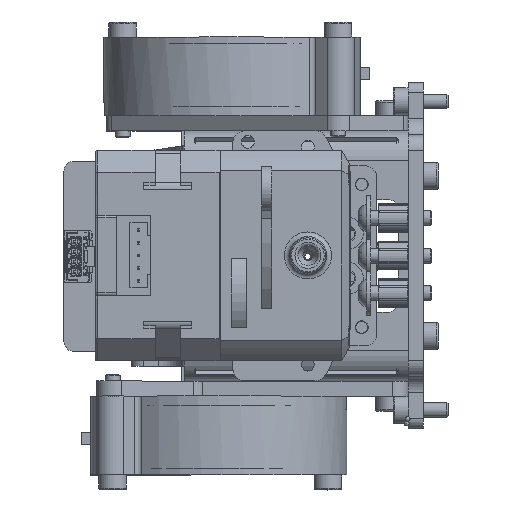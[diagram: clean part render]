
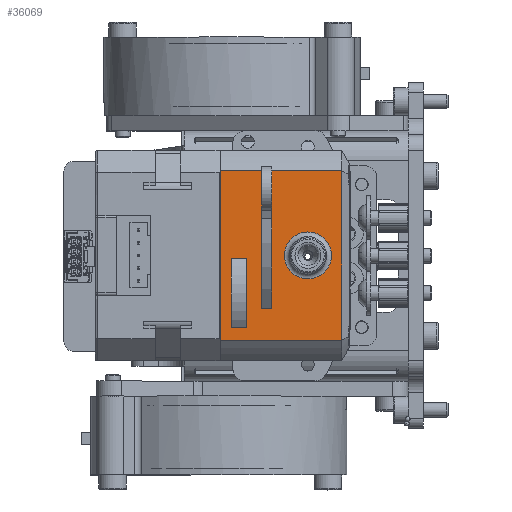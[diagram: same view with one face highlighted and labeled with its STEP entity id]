
A CAD part, top view. The second image highlights one B-rep face of the part: STEP entity #36069.
In plain terms, the highlighted face is planar.
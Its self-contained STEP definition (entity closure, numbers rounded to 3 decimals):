
#2114=FACE_BOUND('',#6324,.T.);
#2115=FACE_BOUND('',#6325,.T.);
#2116=FACE_BOUND('',#6326,.T.);
#2540=PLANE('',#39362);
#4192=FACE_OUTER_BOUND('',#6323,.T.);
#6323=EDGE_LOOP('',(#28853,#28854,#28855,#28856));
#6324=EDGE_LOOP('',(#28857,#28858,#28859,#28860));
#6325=EDGE_LOOP('',(#28861,#28862,#28863,#28864));
#6326=EDGE_LOOP('',(#28865));
#8728=LINE('',#57036,#12107);
#8729=LINE('',#57038,#12108);
#8730=LINE('',#57040,#12109);
#8731=LINE('',#57041,#12110);
#8732=LINE('',#57044,#12111);
#8733=LINE('',#57046,#12112);
#8734=LINE('',#57048,#12113);
#8735=LINE('',#57049,#12114);
#8736=LINE('',#57052,#12115);
#8737=LINE('',#57054,#12116);
#8738=LINE('',#57056,#12117);
#8739=LINE('',#57057,#12118);
#12107=VECTOR('',#45656,1000.);
#12108=VECTOR('',#45657,1000.);
#12109=VECTOR('',#45658,1000.);
#12110=VECTOR('',#45659,1000.);
#12111=VECTOR('',#45660,1000.);
#12112=VECTOR('',#45661,1000.);
#12113=VECTOR('',#45662,1000.);
#12114=VECTOR('',#45663,1000.);
#12115=VECTOR('',#45664,1000.);
#12116=VECTOR('',#45665,1000.);
#12117=VECTOR('',#45666,1000.);
#12118=VECTOR('',#45667,1000.);
#15356=CIRCLE('',#39302,4.7);
#17115=VERTEX_POINT('',#56366);
#17316=VERTEX_POINT('',#57034);
#17317=VERTEX_POINT('',#57035);
#17318=VERTEX_POINT('',#57037);
#17319=VERTEX_POINT('',#57039);
#17320=VERTEX_POINT('',#57042);
#17321=VERTEX_POINT('',#57043);
#17322=VERTEX_POINT('',#57045);
#17323=VERTEX_POINT('',#57047);
#17324=VERTEX_POINT('',#57050);
#17325=VERTEX_POINT('',#57051);
#17326=VERTEX_POINT('',#57053);
#17327=VERTEX_POINT('',#57055);
#21284=EDGE_CURVE('',#17115,#17115,#15356,.T.);
#21511=EDGE_CURVE('',#17316,#17317,#8728,.T.);
#21512=EDGE_CURVE('',#17316,#17318,#8729,.T.);
#21513=EDGE_CURVE('',#17318,#17319,#8730,.T.);
#21514=EDGE_CURVE('',#17319,#17317,#8731,.T.);
#21515=EDGE_CURVE('',#17320,#17321,#8732,.T.);
#21516=EDGE_CURVE('',#17321,#17322,#8733,.T.);
#21517=EDGE_CURVE('',#17323,#17322,#8734,.T.);
#21518=EDGE_CURVE('',#17320,#17323,#8735,.T.);
#21519=EDGE_CURVE('',#17324,#17325,#8736,.T.);
#21520=EDGE_CURVE('',#17324,#17326,#8737,.T.);
#21521=EDGE_CURVE('',#17326,#17327,#8738,.T.);
#21522=EDGE_CURVE('',#17327,#17325,#8739,.T.);
#28853=ORIENTED_EDGE('',*,*,#21511,.F.);
#28854=ORIENTED_EDGE('',*,*,#21512,.T.);
#28855=ORIENTED_EDGE('',*,*,#21513,.T.);
#28856=ORIENTED_EDGE('',*,*,#21514,.T.);
#28857=ORIENTED_EDGE('',*,*,#21515,.T.);
#28858=ORIENTED_EDGE('',*,*,#21516,.T.);
#28859=ORIENTED_EDGE('',*,*,#21517,.F.);
#28860=ORIENTED_EDGE('',*,*,#21518,.F.);
#28861=ORIENTED_EDGE('',*,*,#21519,.F.);
#28862=ORIENTED_EDGE('',*,*,#21520,.T.);
#28863=ORIENTED_EDGE('',*,*,#21521,.T.);
#28864=ORIENTED_EDGE('',*,*,#21522,.T.);
#28865=ORIENTED_EDGE('',*,*,#21284,.T.);
#36069=ADVANCED_FACE('',(#4192,#2114,#2115,#2116),#2540,.F.);
#39302=AXIS2_PLACEMENT_3D('',#56367,#45416,#45417);
#39362=AXIS2_PLACEMENT_3D('',#57033,#45654,#45655);
#45416=DIRECTION('center_axis',(0.,-1.,0.));
#45417=DIRECTION('ref_axis',(1.,0.,0.));
#45654=DIRECTION('center_axis',(0.,-1.,0.));
#45655=DIRECTION('ref_axis',(0.,0.,-1.));
#45656=DIRECTION('',(0.,0.,-1.));
#45657=DIRECTION('',(1.,0.,0.));
#45658=DIRECTION('',(0.,0.,-1.));
#45659=DIRECTION('',(-1.,0.,0.));
#45660=DIRECTION('',(-1.,0.,0.));
#45661=DIRECTION('',(0.,0.,-1.));
#45662=DIRECTION('',(-1.,0.,0.));
#45663=DIRECTION('',(0.,0.,-1.));
#45664=DIRECTION('',(1.,0.,0.));
#45665=DIRECTION('',(0.,0.,-1.));
#45666=DIRECTION('',(1.,0.,0.));
#45667=DIRECTION('',(0.,0.,1.));
#56366=CARTESIAN_POINT('',(6.788,57.386,67.297));
#56367=CARTESIAN_POINT('Origin',(11.488,57.386,67.297));
#57033=CARTESIAN_POINT('Origin',(32.488,57.386,49.797));
#57034=CARTESIAN_POINT('',(-5.483,57.386,74.047));
#57035=CARTESIAN_POINT('',(-5.483,57.386,49.797));
#57036=CARTESIAN_POINT('',(-5.483,57.386,75.547));
#57037=CARTESIAN_POINT('',(28.458,57.386,74.047));
#57038=CARTESIAN_POINT('',(28.458,57.386,74.047));
#57039=CARTESIAN_POINT('',(28.458,57.386,49.797));
#57040=CARTESIAN_POINT('',(28.458,57.386,75.547));
#57041=CARTESIAN_POINT('',(-5.483,57.386,49.797));
#57042=CARTESIAN_POINT('',(28.395,57.386,60.047));
#57043=CARTESIAN_POINT('',(0.874,57.386,60.047));
#57044=CARTESIAN_POINT('',(28.395,57.386,60.047));
#57045=CARTESIAN_POINT('',(0.874,57.386,58.047));
#57046=CARTESIAN_POINT('',(0.874,57.386,60.047));
#57047=CARTESIAN_POINT('',(28.395,57.386,58.047));
#57048=CARTESIAN_POINT('',(28.395,57.386,58.047));
#57049=CARTESIAN_POINT('',(28.395,57.386,60.047));
#57050=CARTESIAN_POINT('',(-2.896,57.386,54.997));
#57051=CARTESIAN_POINT('',(10.871,57.386,54.997));
#57052=CARTESIAN_POINT('',(32.488,57.386,54.997));
#57053=CARTESIAN_POINT('',(-2.896,57.386,51.997));
#57054=CARTESIAN_POINT('',(-2.896,57.386,54.997));
#57055=CARTESIAN_POINT('',(10.871,57.386,51.997));
#57056=CARTESIAN_POINT('',(32.488,57.386,51.997));
#57057=CARTESIAN_POINT('',(10.871,57.386,54.997));
